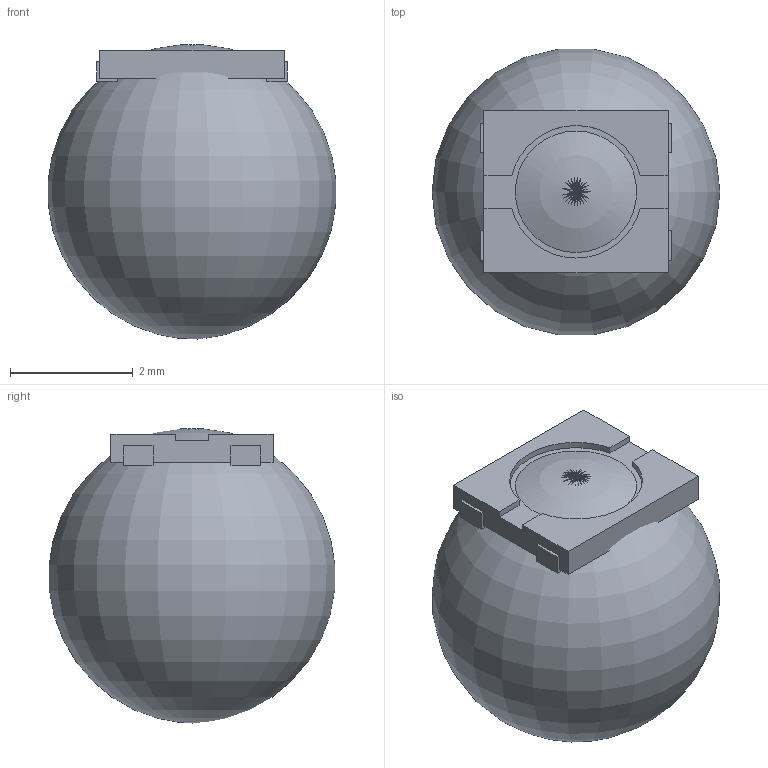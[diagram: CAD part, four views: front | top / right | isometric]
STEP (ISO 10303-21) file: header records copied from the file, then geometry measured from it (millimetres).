
FILE_DESCRIPTION(/* description */ ('Unknown'),/* implementation_level */ '2;1');
FILE_NAME(/* name */ '3x2.6x0.44mm',/* time_stamp */ '2018-10-30T14:46:11-04:00',/* author */ ('Unknown'),/* organization */ ('Unknown'),/* preprocessor_version */ 'ST-DEVELOPER v16.7',/* originating_system */ 'DEX',/* authorisation */ $);
FILE_SCHEMA (('AUTOMOTIVE_DESIGN {1 0 10303 214 3 1 1}'));
Length unit declared in the file: millimetre
Products named in the file (1): 3x2.6x0.44mm
Bounding box: 4.69 x 4.66 x 4.79 mm (x, y, z)
Volume: 51.5 mm3; surface area: 95.4 mm2
Topology: 20 solids, 21 shells, 220 faces, 531 edges, 354 vertices
Faces by surface type: plane 178, bspline 39, cylinder 2, torus 1
Entity records: 9120 total; most frequent: CARTESIAN_POINT 3065, ORIENTED_EDGE 1050, DIRECTION 630, EDGE_CURVE 525, VERTEX_POINT 354, B_SPLINE_CURVE_WITH_KNOTS 264, LINE 256, VECTOR 256
